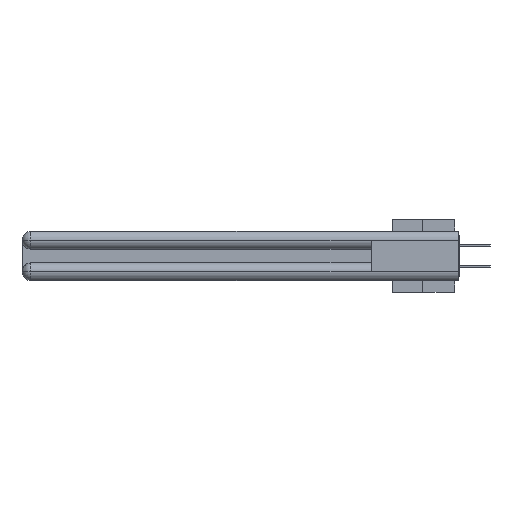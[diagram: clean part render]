
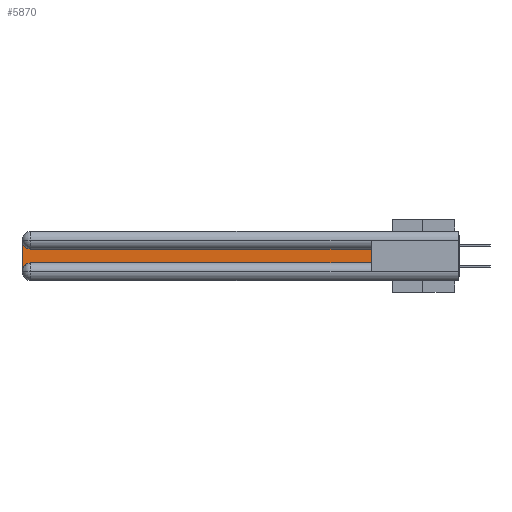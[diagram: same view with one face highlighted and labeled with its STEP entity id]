
A CAD part, left-side view. The second image highlights one B-rep face of the part: STEP entity #5870.
In plain terms, the highlighted planar face has unit normal (-1, 0, 0).
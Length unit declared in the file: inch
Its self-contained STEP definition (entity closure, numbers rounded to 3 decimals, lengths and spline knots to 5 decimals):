
#2019 = ORIENTED_EDGE ( 'NONE', *, *, #17417, .T. ) ;
#3494 = CARTESIAN_POINT ( 'NONE',  ( 0.075, 0.6, -0.1225 ) ) ;
#3875 = VERTEX_POINT ( 'NONE', #31370 ) ;
#4096 = VERTEX_POINT ( 'NONE', #32511 ) ;
#4872 = FACE_OUTER_BOUND ( 'NONE', #22954, .T. ) ;
#4969 = VERTEX_POINT ( 'NONE', #5481 ) ;
#5481 = CARTESIAN_POINT ( 'NONE',  ( 0.075, 3., -0.0625 ) ) ;
#5624 = VERTEX_POINT ( 'NONE', #8191 ) ;
#5870 = ADVANCED_FACE ( 'NONE', ( #4872 ), #12917, .F. ) ;
#7358 = DIRECTION ( 'NONE',  ( 0., 1., 0. ) ) ;
#8050 = CARTESIAN_POINT ( 'NONE',  ( 0.075, 3., -0.2175 ) ) ;
#8191 = CARTESIAN_POINT ( 'NONE',  ( 0.075, 2.94, -0.1225 ) ) ;
#9027 = EDGE_CURVE ( 'NONE', #24199, #4096, #21240, .T. ) ;
#9125 = DIRECTION ( 'NONE',  ( 0., 0., 1. ) ) ;
#9884 = VECTOR ( 'NONE', #9125, 39.37008 ) ;
#10889 = VERTEX_POINT ( 'NONE', #3494 ) ;
#11228 = DIRECTION ( 'NONE',  ( 0., 0., -1. ) ) ;
#12037 = EDGE_CURVE ( 'NONE', #10889, #5624, #12818, .T. ) ;
#12345 = DIRECTION ( 'NONE',  ( 1., 0., 0. ) ) ;
#12818 = LINE ( 'NONE', #22048, #28166 ) ;
#12917 = PLANE ( 'NONE',  #21678 ) ;
#13048 = VECTOR ( 'NONE', #22535, 39.37008 ) ;
#15342 = CARTESIAN_POINT ( 'NONE',  ( 0.075, 3., -0.1225 ) ) ;
#15432 = CARTESIAN_POINT ( 'NONE',  ( 0.075, 2.94, -0.0625 ) ) ;
#15472 = DIRECTION ( 'NONE',  ( 1., 0., 0. ) ) ;
#15856 = LINE ( 'NONE', #26369, #9884 ) ;
#16764 = ORIENTED_EDGE ( 'NONE', *, *, #9027, .T. ) ;
#17417 = EDGE_CURVE ( 'NONE', #4096, #3875, #27351, .T. ) ;
#18122 = LINE ( 'NONE', #8050, #13048 ) ;
#18479 = ORIENTED_EDGE ( 'NONE', *, *, #29424, .T. ) ;
#18528 = CARTESIAN_POINT ( 'NONE',  ( 0.075, 3., -0.2775 ) ) ;
#18593 = DIRECTION ( 'NONE',  ( 0., -1., 0. ) ) ;
#19010 = AXIS2_PLACEMENT_3D ( 'NONE', #15432, #12345, #21275 ) ;
#21240 = CIRCLE ( 'NONE', #30049, 0.06 ) ;
#21275 = DIRECTION ( 'NONE',  ( 0., 0., -1. ) ) ;
#21640 = EDGE_CURVE ( 'NONE', #5624, #4969, #36601, .T. ) ;
#21678 = AXIS2_PLACEMENT_3D ( 'NONE', #15342, #15472, #36108 ) ;
#22048 = CARTESIAN_POINT ( 'NONE',  ( 0.075, 0.6, -0.1225 ) ) ;
#22535 = DIRECTION ( 'NONE',  ( 0., 0., -1. ) ) ;
#22954 = EDGE_LOOP ( 'NONE', ( #30025, #30151, #18479, #16764, #2019, #30089 ) ) ;
#23125 = VECTOR ( 'NONE', #18593, 39.37008 ) ;
#24199 = VERTEX_POINT ( 'NONE', #18528 ) ;
#26369 = CARTESIAN_POINT ( 'NONE',  ( 0.075, 0.6, -0.2175 ) ) ;
#27351 = LINE ( 'NONE', #36746, #23125 ) ;
#27893 = EDGE_CURVE ( 'NONE', #3875, #10889, #15856, .T. ) ;
#28166 = VECTOR ( 'NONE', #7358, 39.37008 ) ;
#29127 = DIRECTION ( 'NONE',  ( 1., 0., 0. ) ) ;
#29424 = EDGE_CURVE ( 'NONE', #4969, #24199, #18122, .T. ) ;
#30025 = ORIENTED_EDGE ( 'NONE', *, *, #12037, .T. ) ;
#30049 = AXIS2_PLACEMENT_3D ( 'NONE', #37658, #29127, #11228 ) ;
#30089 = ORIENTED_EDGE ( 'NONE', *, *, #27893, .T. ) ;
#30151 = ORIENTED_EDGE ( 'NONE', *, *, #21640, .T. ) ;
#31370 = CARTESIAN_POINT ( 'NONE',  ( 0.075, 0.6, -0.2175 ) ) ;
#32511 = CARTESIAN_POINT ( 'NONE',  ( 0.075, 2.94, -0.2175 ) ) ;
#36108 = DIRECTION ( 'NONE',  ( 0., 0., -1. ) ) ;
#36601 = CIRCLE ( 'NONE', #19010, 0.06 ) ;
#36746 = CARTESIAN_POINT ( 'NONE',  ( 0.075, 0.6, -0.2175 ) ) ;
#37658 = CARTESIAN_POINT ( 'NONE',  ( 0.075, 2.94, -0.2775 ) ) ;
